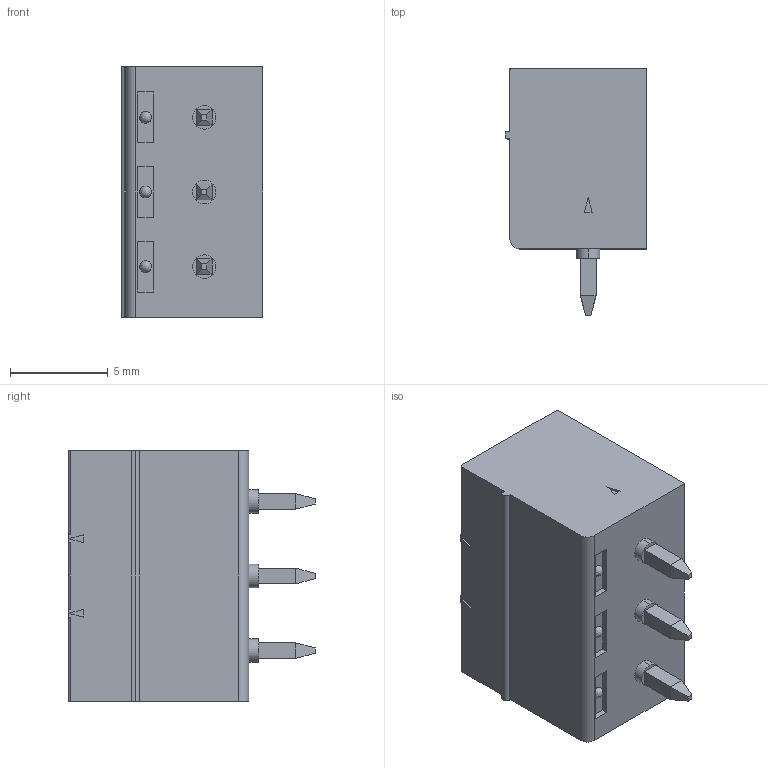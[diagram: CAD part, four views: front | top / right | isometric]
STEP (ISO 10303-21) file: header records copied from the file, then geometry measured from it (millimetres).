
FILE_DESCRIPTION (( 'STEP AP214' ), '1' );
FILE_NAME ('User Library-1803439.STEP', '2012-08-29T07:17:06', ( 'Solidworks' ), ( 'Solidworks' ), 'SwSTEP 2.0', 'SolidWorks 2012', '' );
FILE_SCHEMA (( 'AUTOMOTIVE_DESIGN' ));
Length unit declared in the file: millimetre
Products named in the file (2): User Library-1803439; User Library-1803439_mcv_1.5-3-g-3.81_1
Assembly tree (1 placements, depth 2):
  User Library-1803439
    User Library-1803439_mcv_1.5-3-g-3.81_1
Bounding box: 7.25 x 12.6 x 12.82 mm (x, y, z)
Volume: 503.8 mm3; surface area: 1101.7 mm2
Topology: 1 solids, 1 shells, 232 faces, 584 edges, 376 vertices
Faces by surface type: plane 181, cylinder 45, cone 3, bspline 3
Entity records: 9500 total; most frequent: CARTESIAN_POINT 1305, ORIENTED_EDGE 1152, DIRECTION 1123, EDGE_CURVE 576, LINE 471, VECTOR 471, VERTEX_POINT 376, AXIS2_PLACEMENT_3D 326
